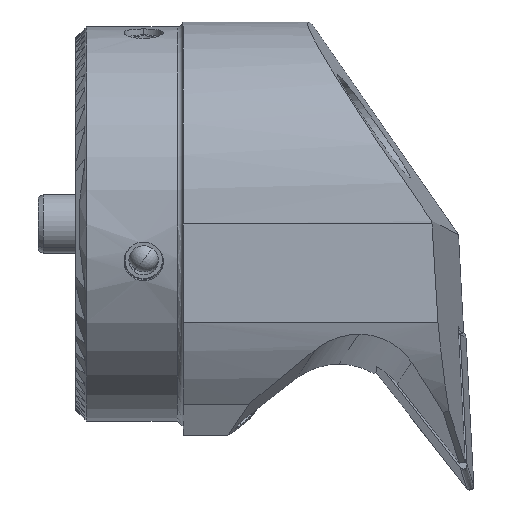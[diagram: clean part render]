
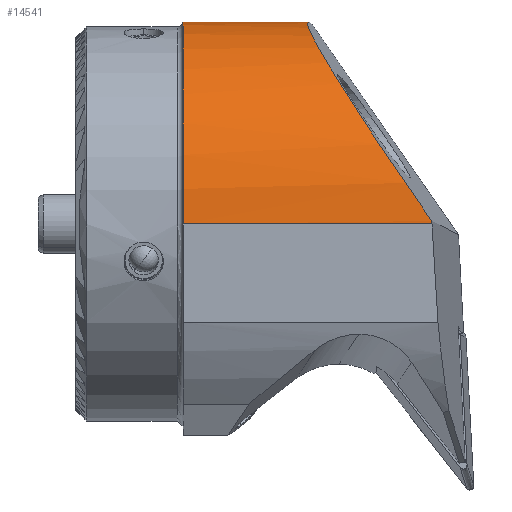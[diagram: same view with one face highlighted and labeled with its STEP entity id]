
A CAD part, front view. The second image highlights one B-rep face of the part: STEP entity #14541.
In plain terms, the highlighted cylindrical face has radius 20.5 mm (diameter 41 mm), a partial arc.
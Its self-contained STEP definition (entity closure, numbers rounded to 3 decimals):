
#399 = EDGE_CURVE ( 'NONE', #14613, #16980, #17186, .T. ) ;
#660 = ORIENTED_EDGE ( 'NONE', *, *, #10706, .F. ) ;
#2376 = VERTEX_POINT ( 'NONE', #5233 ) ;
#2456 = CARTESIAN_POINT ( 'NONE',  ( 39.129, 0., 0. ) ) ;
#2735 = DIRECTION ( 'NONE',  ( -1., 0., 0. ) ) ;
#3291 = DIRECTION ( 'NONE',  ( -1., 0., 0. ) ) ;
#3439 = CYLINDRICAL_SURFACE ( 'NONE', #9655, 20.5 ) ;
#3598 = LINE ( 'NONE', #7872, #19443 ) ;
#3891 = CARTESIAN_POINT ( 'NONE',  ( 10.492, 0., 0. ) ) ;
#4875 = EDGE_LOOP ( 'NONE', ( #8439, #14644, #6943, #660, #11733 ) ) ;
#4992 = EDGE_CURVE ( 'NONE', #9476, #16980, #17174, .T. ) ;
#5224 = DIRECTION ( 'NONE',  ( -1., 0., 0. ) ) ;
#5233 = CARTESIAN_POINT ( 'NONE',  ( 35.762, -20.5, 0. ) ) ;
#5593 = CARTESIAN_POINT ( 'NONE',  ( 35.756, -20.5, 0.1 ) ) ;
#5655 = CARTESIAN_POINT ( 'NONE',  ( 35.744, -20.498, 0.299 ) ) ;
#6943 = ORIENTED_EDGE ( 'NONE', *, *, #4992, .F. ) ;
#7390 =( BOUNDED_CURVE ( )  B_SPLINE_CURVE ( 3, ( #5655, #11737, #5593, #11800 ),
 .UNSPECIFIED., .F., .F. ) 
 B_SPLINE_CURVE_WITH_KNOTS ( ( 4, 4 ),
 ( 0.458, 0.473 ),
 .UNSPECIFIED. ) 
 CURVE ( )  GEOMETRIC_REPRESENTATION_ITEM ( )  RATIONAL_B_SPLINE_CURVE ( ( 1., 1., 1., 1. ) ) 
 REPRESENTATION_ITEM ( '' )  );
#7872 = CARTESIAN_POINT ( 'NONE',  ( 39.129, -20.5, 0. ) ) ;
#8131 = FACE_OUTER_BOUND ( 'NONE', #4875, .T. ) ;
#8439 = ORIENTED_EDGE ( 'NONE', *, *, #9170, .T. ) ;
#9149 = VECTOR ( 'NONE', #10713, 1000. ) ;
#9170 = EDGE_CURVE ( 'NONE', #19529, #14613, #11492, .T. ) ;
#9476 = VERTEX_POINT ( 'NONE', #9715 ) ;
#9592 = EDGE_CURVE ( 'NONE', #19529, #2376, #7390, .T. ) ;
#9655 = AXIS2_PLACEMENT_3D ( 'NONE', #2456, #2735, #13091 ) ;
#9715 = CARTESIAN_POINT ( 'NONE',  ( 10.492, -20.5, 0. ) ) ;
#10251 = CARTESIAN_POINT ( 'NONE',  ( 35.744, -20.498, 0.299 ) ) ;
#10450 = CARTESIAN_POINT ( 'NONE',  ( 23.205, 0., 20.5 ) ) ;
#10706 = EDGE_CURVE ( 'NONE', #2376, #9476, #3598, .T. ) ;
#10713 = DIRECTION ( 'NONE',  ( -1., 0., 0. ) ) ;
#10895 = CARTESIAN_POINT ( 'NONE',  ( 39.129, 0., 20.5 ) ) ;
#11492 =( BOUNDED_CURVE ( )  B_SPLINE_CURVE ( 3, ( #19550, #18199, #17937, #10450 ),
 .UNSPECIFIED., .F., .F. ) 
 B_SPLINE_CURVE_WITH_KNOTS ( ( 4, 4 ),
 ( 4.838, 6.395 ),
 .UNSPECIFIED. ) 
 CURVE ( )  GEOMETRIC_REPRESENTATION_ITEM ( )  RATIONAL_B_SPLINE_CURVE ( ( 1., 0.808, 0.808, 1. ) ) 
 REPRESENTATION_ITEM ( '' )  );
#11733 = ORIENTED_EDGE ( 'NONE', *, *, #9592, .F. ) ;
#11737 = CARTESIAN_POINT ( 'NONE',  ( 35.75, -20.499, 0.199 ) ) ;
#11800 = CARTESIAN_POINT ( 'NONE',  ( 35.762, -20.5, 0. ) ) ;
#11977 = CARTESIAN_POINT ( 'NONE',  ( 23.205, 0., 20.5 ) ) ;
#13091 = DIRECTION ( 'NONE',  ( 0., 0., 1. ) ) ;
#13491 = CARTESIAN_POINT ( 'NONE',  ( 10.492, 0., 20.5 ) ) ;
#14541 = ADVANCED_FACE ( 'NONE', ( #8131 ), #3439, .T. ) ;
#14613 = VERTEX_POINT ( 'NONE', #11977 ) ;
#14644 = ORIENTED_EDGE ( 'NONE', *, *, #399, .T. ) ;
#15621 = AXIS2_PLACEMENT_3D ( 'NONE', #3891, #5224, #15723 ) ;
#15723 = DIRECTION ( 'NONE',  ( 0., 0., 1. ) ) ;
#16980 = VERTEX_POINT ( 'NONE', #13491 ) ;
#17174 = CIRCLE ( 'NONE', #15621, 20.5 ) ;
#17186 = LINE ( 'NONE', #10895, #9149 ) ;
#17937 = CARTESIAN_POINT ( 'NONE',  ( 22.274, -11.87, 20.5 ) ) ;
#18199 = CARTESIAN_POINT ( 'NONE',  ( 27.446, -20.325, 12.168 ) ) ;
#19443 = VECTOR ( 'NONE', #3291, 1000. ) ;
#19529 = VERTEX_POINT ( 'NONE', #10251 ) ;
#19550 = CARTESIAN_POINT ( 'NONE',  ( 35.744, -20.498, 0.299 ) ) ;
